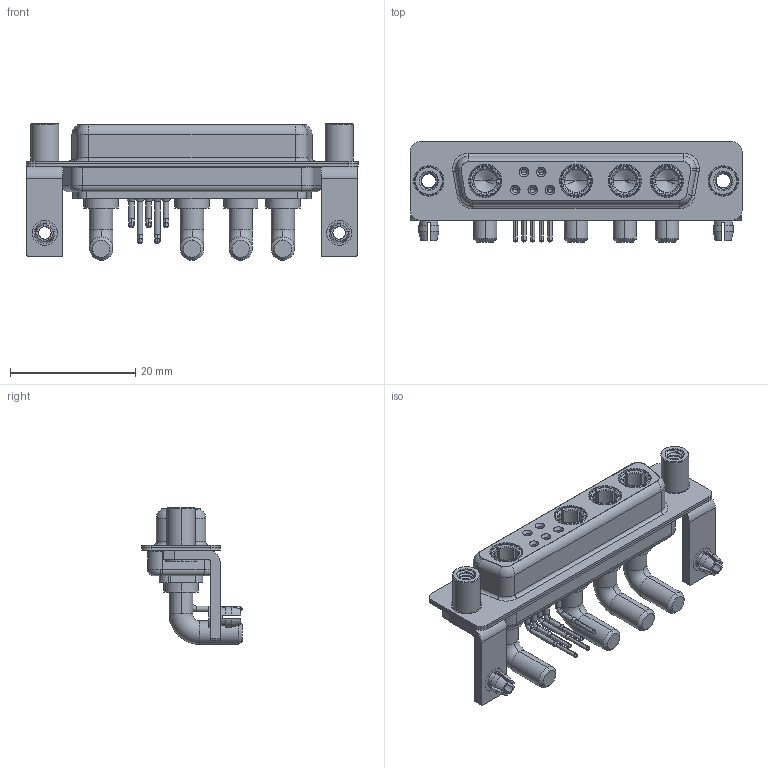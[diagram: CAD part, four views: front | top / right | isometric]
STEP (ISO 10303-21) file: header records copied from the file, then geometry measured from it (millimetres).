
FILE_DESCRIPTION (( 'STEP AP203' ), '1' );
FILE_NAME ('630-9W4-640-4T5.STEP', '2022-06-01T08:57:54', ( '' ), ( '' ), 'SwSTEP 2.0', 'SolidWorks 2020', '' );
FILE_SCHEMA (( 'CONFIG_CONTROL_DESIGN' ));
Length unit declared in the file: millimetre
Products named in the file (10): 630Combo Housing_9W4; 630-9W4-640-4T5; 630Combo Contact Row 1; 630Combo Contact Row 2; Power Socket_40A RA; 630Combo Threaded Standoff_5; 630Combo Shell Front_25 Contacts; 630Combo Shell Rear_25 Contacts; 630Combo Stabilizer Bracket; 630Combo Board Lock
Assembly tree (18 placements, depth 2):
  630-9W4-640-4T5
    630Combo Housing_9W4
    630Combo Shell Front_25 Contacts
    630Combo Shell Rear_25 Contacts
    630Combo Stabilizer Bracket  x2
    630Combo Board Lock  x2
    630Combo Threaded Standoff_5  x2
    Power Socket_40A RA  x4
    630Combo Contact Row 1  x2
    630Combo Contact Row 2  x3
Bounding box: 53.05 x 16 x 21.88 mm (x, y, z)
Volume: 4746.9 mm3; surface area: 10145.1 mm2
Topology: 22 solids, 22 shells, 1036 faces, 2668 edges, 1702 vertices
Faces by surface type: cylinder 444, plane 328, cone 153, torus 81, bspline 30
Entity records: 20715 total; most frequent: CARTESIAN_POINT 5439, DIRECTION 3098, ORIENTED_EDGE 2860, EDGE_CURVE 1430, AXIS2_PLACEMENT_3D 1254, VERTEX_POINT 915, CIRCLE 671, EDGE_LOOP 651
